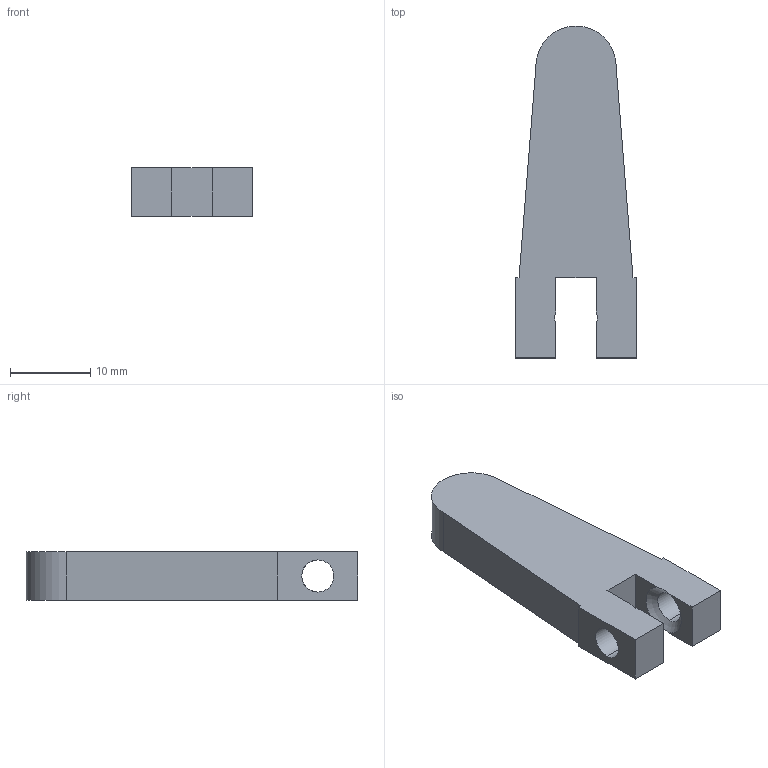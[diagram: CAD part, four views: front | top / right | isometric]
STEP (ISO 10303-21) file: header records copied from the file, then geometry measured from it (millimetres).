
FILE_DESCRIPTION (( 'STEP AP214' ), '1' );
FILE_NAME ('Pieza4.STEP', '2019-04-01T22:41:11', ( 'MariaConsuegra' ), ( '' ), 'SwSTEP 2.0', 'SolidWorks 2015', '' );
FILE_SCHEMA (( 'AUTOMOTIVE_DESIGN' ));
Length unit declared in the file: millimetre
Products named in the file (1): Pieza4
Bounding box: 15 x 41.38 x 6 mm (x, y, z)
Volume: 2424.1 mm3; surface area: 1804.8 mm2
Topology: 1 solids, 1 shells, 24 faces, 73 edges, 48 vertices
Faces by surface type: plane 15, cylinder 5, sphere 4
Entity records: 800 total; most frequent: DIRECTION 136, CARTESIAN_POINT 132, ORIENTED_EDGE 128, EDGE_CURVE 64, AXIS2_PLACEMENT_3D 47, VERTEX_POINT 43, LINE 42, VECTOR 42
